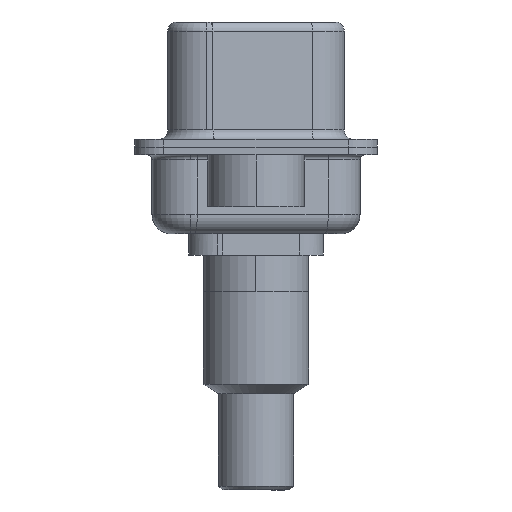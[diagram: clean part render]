
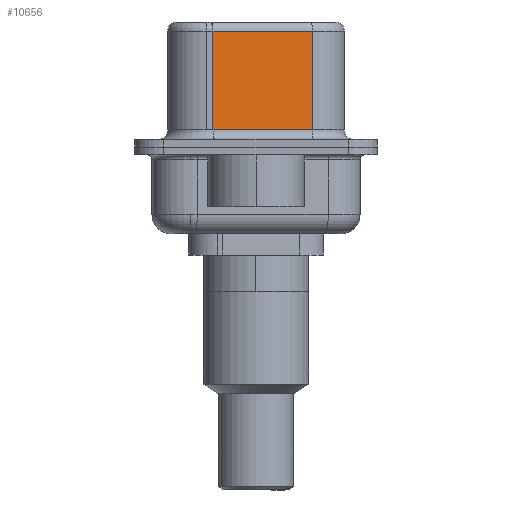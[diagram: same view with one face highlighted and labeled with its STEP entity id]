
A CAD part, left-side view. The second image highlights one B-rep face of the part: STEP entity #10656.
In plain terms, the highlighted planar face has unit normal (-0.985, -0.174, 0).
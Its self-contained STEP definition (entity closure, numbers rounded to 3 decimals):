
#1608 = VECTOR ( 'NONE', #17890, 1000. ) ;
#2064 = EDGE_CURVE ( 'NONE', #8645, #14124, #16213, .T. ) ;
#2383 = ORIENTED_EDGE ( 'NONE', *, *, #12835, .T. ) ;
#3042 = CARTESIAN_POINT ( 'NONE',  ( 4.58, -2.927, 0.9 ) ) ;
#3108 = DIRECTION ( 'NONE',  ( 0.985, 0.174, 0. ) ) ;
#3669 = ORIENTED_EDGE ( 'NONE', *, *, #5275, .T. ) ;
#4345 = DIRECTION ( 'NONE',  ( 0.174, -0.985, 0. ) ) ;
#4519 = CARTESIAN_POINT ( 'NONE',  ( 3.67, 2.233, 6.02 ) ) ;
#4735 = VECTOR ( 'NONE', #13357, 1000. ) ;
#4953 = CARTESIAN_POINT ( 'NONE',  ( 3.67, 2.233, 0.9 ) ) ;
#5273 = AXIS2_PLACEMENT_3D ( 'NONE', #6020, #3108, #7778 ) ;
#5275 = EDGE_CURVE ( 'NONE', #18842, #16266, #11843, .T. ) ;
#5908 = FACE_OUTER_BOUND ( 'NONE', #10875, .T. ) ;
#6020 = CARTESIAN_POINT ( 'NONE',  ( 4.58, -2.927, 6.52 ) ) ;
#6532 = CARTESIAN_POINT ( 'NONE',  ( 4.58, -2.927, 0.9 ) ) ;
#7778 = DIRECTION ( 'NONE',  ( -0.174, 0.985, 0. ) ) ;
#8645 = VERTEX_POINT ( 'NONE', #10347 ) ;
#8702 = VECTOR ( 'NONE', #10623, 1000. ) ;
#10055 = ORIENTED_EDGE ( 'NONE', *, *, #11129, .T. ) ;
#10347 = CARTESIAN_POINT ( 'NONE',  ( 4.58, -2.927, 6.02 ) ) ;
#10623 = DIRECTION ( 'NONE',  ( 0., 0., -1. ) ) ;
#10656 = ADVANCED_FACE ( 'NONE', ( #5908 ), #14994, .F. ) ;
#10875 = EDGE_LOOP ( 'NONE', ( #12315, #10055, #3669, #2383 ) ) ;
#11129 = EDGE_CURVE ( 'NONE', #8645, #18842, #14078, .T. ) ;
#11661 = LINE ( 'NONE', #3042, #14516 ) ;
#11843 = LINE ( 'NONE', #17832, #1608 ) ;
#12315 = ORIENTED_EDGE ( 'NONE', *, *, #2064, .F. ) ;
#12835 = EDGE_CURVE ( 'NONE', #16266, #14124, #11661, .T. ) ;
#13357 = DIRECTION ( 'NONE',  ( -0.174, 0.985, 0. ) ) ;
#14078 = LINE ( 'NONE', #14834, #4735 ) ;
#14124 = VERTEX_POINT ( 'NONE', #6532 ) ;
#14516 = VECTOR ( 'NONE', #4345, 1000. ) ;
#14834 = CARTESIAN_POINT ( 'NONE',  ( 4.58, -2.927, 6.02 ) ) ;
#14994 = PLANE ( 'NONE',  #5273 ) ;
#16213 = LINE ( 'NONE', #16629, #8702 ) ;
#16266 = VERTEX_POINT ( 'NONE', #4953 ) ;
#16629 = CARTESIAN_POINT ( 'NONE',  ( 4.58, -2.927, 6.52 ) ) ;
#17832 = CARTESIAN_POINT ( 'NONE',  ( 3.67, 2.233, 6.52 ) ) ;
#17890 = DIRECTION ( 'NONE',  ( 0., 0., -1. ) ) ;
#18842 = VERTEX_POINT ( 'NONE', #4519 ) ;
